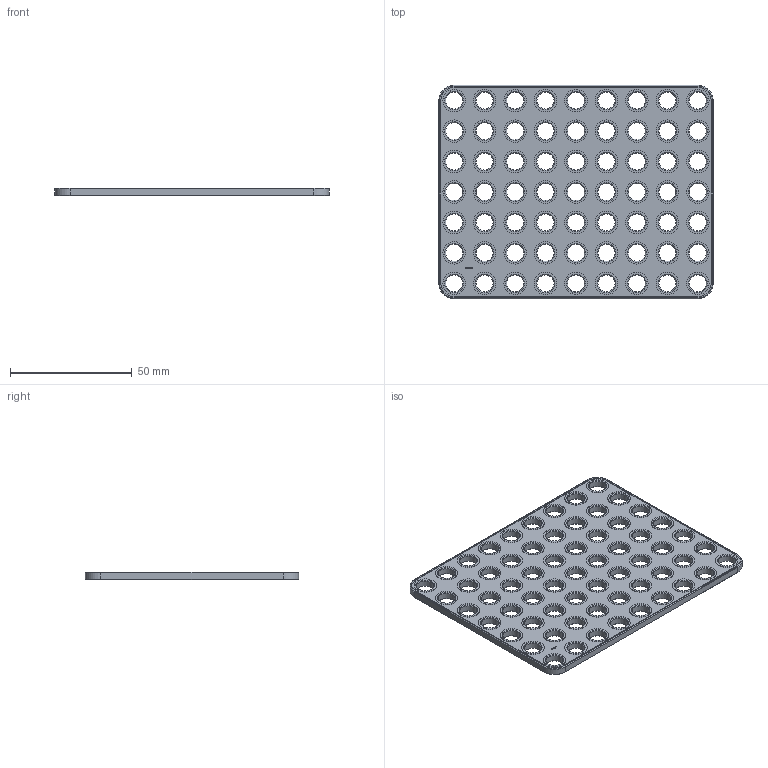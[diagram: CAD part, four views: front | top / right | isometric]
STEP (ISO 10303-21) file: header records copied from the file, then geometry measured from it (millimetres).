
FILE_DESCRIPTION(('FreeCAD Model'),'2;1');
FILE_NAME('Open CASCADE Shape Model','2024-10-08T02:09:32',(''),(''), 'Open CASCADE STEP processor 7.7','FreeCAD','Unknown');
FILE_SCHEMA(('AUTOMOTIVE_DESIGN { 1 0 10303 214 1 1 1 1 }'));
Length unit declared in the file: millimetre
Products named in the file (1): Plate RCT CRNR BU09x07x00.25 - SPN-PLT-0111 (stemfie.org)
Bounding box: 112.5 x 87.5 x 3.12 mm (x, y, z)
Volume: 21854.5 mm3; surface area: 20150.1 mm2
Topology: 1 solids, 1 shells, 766 faces, 1868 edges, 1198 vertices
Faces by surface type: plane 400, cylinder 134, cone 134, extrusion 98
Full cylindrical faces by diameter (mm): 7 x63, 9.2 x63
Entity records: 22876 total; most frequent: CARTESIAN_POINT 4629, ORIENTED_EDGE 3736, DIRECTION 3510, EDGE_CURVE 1868, VECTOR 1368, LINE 1270, VERTEX_POINT 1198, AXIS2_PLACEMENT_3D 1071
